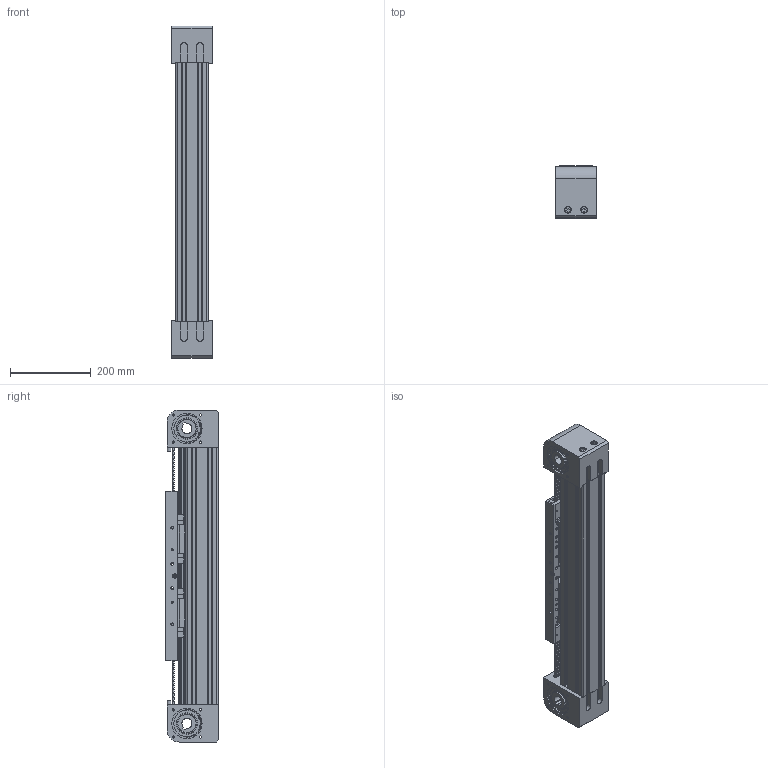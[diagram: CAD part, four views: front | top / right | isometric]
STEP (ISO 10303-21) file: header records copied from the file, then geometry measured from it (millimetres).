
FILE_DESCRIPTION (( 'STEP AP214' ), '1' );
FILE_NAME ('BLM80-200.STEP', '2023-03-13T14:35:04', ( '' ), ( '' ), 'SwSTEP 2.0', 'SolidWorks 2023', '' );
FILE_SCHEMA (( 'AUTOMOTIVE_DESIGN' ));
Length unit declared in the file: millimetre
Products named in the file (1): BLM80-200
Bounding box: 100 x 130 x 824 mm (x, y, z)
Volume: 6485234.6 mm3; surface area: 1121934.9 mm2
Topology: 49 solids, 57 shells, 2990 faces, 8085 edges, 5245 vertices
Faces by surface type: plane 1482, cylinder 1180, torus 152, sphere 100, cone 52, bspline 24
Entity records: 132017 total; most frequent: CARTESIAN_POINT 22677, DIRECTION 16404, ORIENTED_EDGE 15562, EDGE_CURVE 7781, AXIS2_PLACEMENT_3D 5942, VERTEX_POINT 5053, LINE 4520, VECTOR 4520
